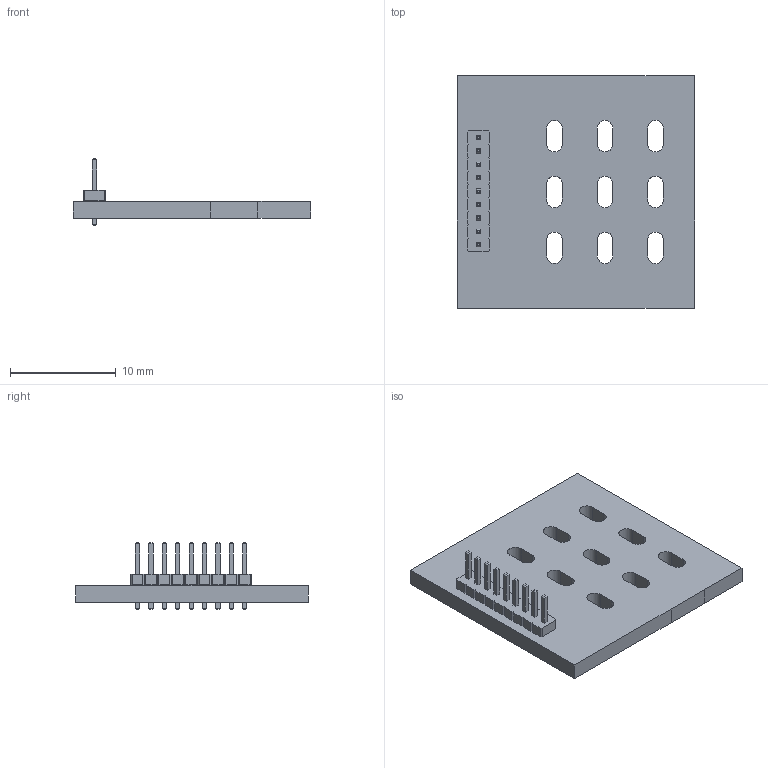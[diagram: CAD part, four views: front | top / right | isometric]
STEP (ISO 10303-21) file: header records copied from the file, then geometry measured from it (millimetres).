
FILE_DESCRIPTION(('KiCad electronic assembly'),'2;1');
FILE_NAME('FX_Pedal_FSW_PCB.step','2019-06-15T21:03:48',('An Author'),( 'A Company'),'Open CASCADE STEP processor 6.9', 'KiCad to STEP converter','Unknown');
FILE_SCHEMA(('AUTOMOTIVE_DESIGN { 1 0 10303 214 1 1 1 1 }'));
Length unit declared in the file: millimetre
Products named in the file (4): Open CASCADE STEP translator 6.9 1; PinHeader_1x09_P1.27mm_Vertical; SOLID; COMPOUND
Assembly tree (3 placements, depth 3):
  Open CASCADE STEP translator 6.9 1
    PinHeader_1x09_P1.27mm_Vertical
      SOLID
    COMPOUND
Bounding box: 22.5 x 22 x 6.3 mm (x, y, z)
Volume: 761.3 mm3; surface area: 1345.3 mm2
Topology: 2 solids, 2 shells, 274 faces, 684 edges, 432 vertices
Faces by surface type: plane 247, cylinder 27
Full cylindrical faces by diameter (mm): 0.65 x9
Entity records: 18534 total; most frequent: CARTESIAN_POINT 2762, DIRECTION 2662, LINE 1944, VECTOR 1944, ORIENTED_EDGE 1368, PCURVE 1368, DEFINITIONAL_REPRESENTATION 1368, EDGE_CURVE 684
